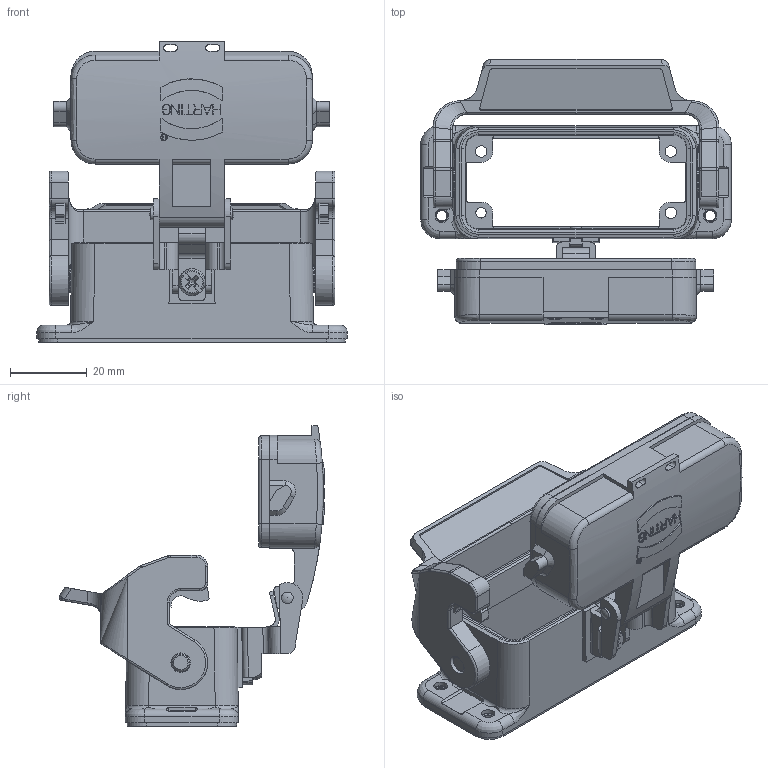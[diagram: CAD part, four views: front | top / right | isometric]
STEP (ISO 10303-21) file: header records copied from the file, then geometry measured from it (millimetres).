
FILE_DESCRIPTION(/* description */ (''),/* implementation_level */ '2;1');
FILE_NAME(/* name */ '100196917ugm000_b.stp',/* time_stamp */ '2017-11-06T07:11:37+01:00',/* author */ (''),/* organization */ (''),/* preprocessor_version */ 'ST-DEVELOPER v16',/* originating_system */ 'SIEMENS PLM Software NX 10.0',/* authorisation */ '');
FILE_SCHEMA (('AUTOMOTIVE_DESIGN { 1 0 10303 214 3 1 1 1 }'));
Length unit declared in the file: millimetre
Products named in the file (1): 100196917ugm000_b
Bounding box: 81 x 69.21 x 78.39 mm (x, y, z)
Volume: 37110.9 mm3; surface area: 30847.4 mm2
Topology: 3 solids, 4 shells, 946 faces, 2461 edges, 1551 vertices
Faces by surface type: plane 459, cylinder 260, bspline 142, cone 51, torus 16, extrusion 16, sphere 2
Full cylindrical faces by diameter (mm): 1.52 x1, 1.68 x1, 2.7 x4, 2.74 x1, 3 x6, 3.1 x4, 3.5 x4, 4 x2, 4.8 x2, 5.1 x2, 7 x3
Entity records: 36650 total; most frequent: CARTESIAN_POINT 10025, ORIENTED_EDGE 4764, DIRECTION 4268, EDGE_CURVE 2382, VERTEX_POINT 1529, AXIS2_PLACEMENT_3D 1504, VECTOR 1260, LINE 1244
